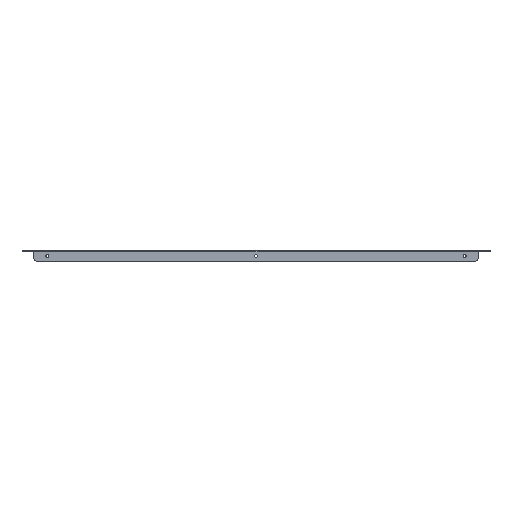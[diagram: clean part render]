
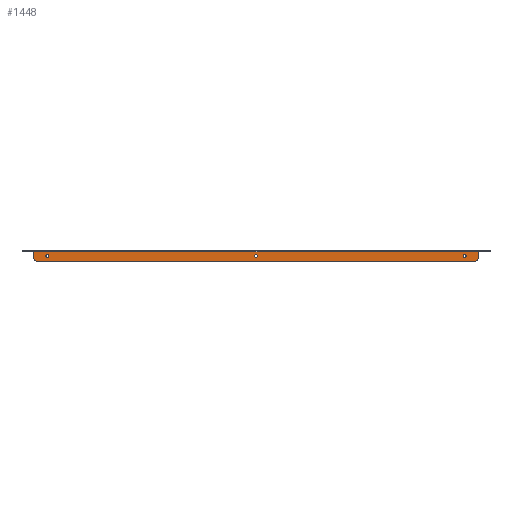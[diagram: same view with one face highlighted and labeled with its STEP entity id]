
A CAD part, front view. The second image highlights one B-rep face of the part: STEP entity #1448.
In plain terms, the highlighted planar face has unit normal (0, -1, 0).
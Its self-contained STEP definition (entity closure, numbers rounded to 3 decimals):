
#8 = AXIS2_PLACEMENT_3D ( 'NONE', #292, #1761, #1048 ) ;
#66 = EDGE_LOOP ( 'NONE', ( #900 ) ) ;
#96 = AXIS2_PLACEMENT_3D ( 'NONE', #1018, #444, #859 ) ;
#197 = CARTESIAN_POINT ( 'NONE',  ( 0., -99.8, 0. ) ) ;
#200 = EDGE_LOOP ( 'NONE', ( #1363 ) ) ;
#225 = ORIENTED_EDGE ( 'NONE', *, *, #1823, .T. ) ;
#261 = CARTESIAN_POINT ( 'NONE',  ( 0., -99.8, -7.5 ) ) ;
#263 = CARTESIAN_POINT ( 'NONE',  ( 321.25, -99.8, -10. ) ) ;
#272 = EDGE_LOOP ( 'NONE', ( #1662 ) ) ;
#292 = CARTESIAN_POINT ( 'NONE',  ( -321.25, -99.8, -10. ) ) ;
#303 = CARTESIAN_POINT ( 'NONE',  ( 306.25, -99.8, -5.4 ) ) ;
#365 = ORIENTED_EDGE ( 'NONE', *, *, #1197, .T. ) ;
#398 = CIRCLE ( 'NONE', #96, 2.1 ) ;
#419 = AXIS2_PLACEMENT_3D ( 'NONE', #945, #1661, #1387 ) ;
#428 = CIRCLE ( 'NONE', #1705, 2.1 ) ;
#444 = DIRECTION ( 'NONE',  ( 0., 1., 0. ) ) ;
#452 = EDGE_CURVE ( 'NONE', #1246, #1246, #521, .T. ) ;
#481 = VERTEX_POINT ( 'NONE', #534 ) ;
#500 = LINE ( 'NONE', #776, #1682 ) ;
#521 = CIRCLE ( 'NONE', #419, 2.1 ) ;
#534 = CARTESIAN_POINT ( 'NONE',  ( -321.25, -99.8, -15. ) ) ;
#543 = FACE_BOUND ( 'NONE', #66, .T. ) ;
#550 = VERTEX_POINT ( 'NONE', #1371 ) ;
#569 = DIRECTION ( 'NONE',  ( 0., -1., 0. ) ) ;
#572 = ORIENTED_EDGE ( 'NONE', *, *, #1459, .F. ) ;
#583 = VERTEX_POINT ( 'NONE', #303 ) ;
#603 = CARTESIAN_POINT ( 'NONE',  ( 326.25, -99.8, 0. ) ) ;
#606 = AXIS2_PLACEMENT_3D ( 'NONE', #197, #646, #1795 ) ;
#626 = DIRECTION ( 'NONE',  ( 0., 0., 1. ) ) ;
#628 = PLANE ( 'NONE',  #606 ) ;
#640 = DIRECTION ( 'NONE',  ( 1., 0., 0. ) ) ;
#646 = DIRECTION ( 'NONE',  ( 0., 1., 0. ) ) ;
#712 = EDGE_CURVE ( 'NONE', #583, #583, #398, .T. ) ;
#754 = VERTEX_POINT ( 'NONE', #1800 ) ;
#776 = CARTESIAN_POINT ( 'NONE',  ( -328.796, -99.8, -0.919 ) ) ;
#791 = LINE ( 'NONE', #902, #1271 ) ;
#805 = AXIS2_PLACEMENT_3D ( 'NONE', #263, #569, #842 ) ;
#834 = FACE_OUTER_BOUND ( 'NONE', #1769, .T. ) ;
#842 = DIRECTION ( 'NONE',  ( 0., 0., 1. ) ) ;
#859 = DIRECTION ( 'NONE',  ( 0., 0., 1. ) ) ;
#880 = VECTOR ( 'NONE', #1409, 1000. ) ;
#882 = CARTESIAN_POINT ( 'NONE',  ( -306.25, -99.8, -5.4 ) ) ;
#900 = ORIENTED_EDGE ( 'NONE', *, *, #712, .T. ) ;
#902 = CARTESIAN_POINT ( 'NONE',  ( -326.25, -99.8, 0. ) ) ;
#945 = CARTESIAN_POINT ( 'NONE',  ( -306.25, -99.8, -7.5 ) ) ;
#950 = LINE ( 'NONE', #1558, #880 ) ;
#1016 = VERTEX_POINT ( 'NONE', #1446 ) ;
#1018 = CARTESIAN_POINT ( 'NONE',  ( 306.25, -99.8, -7.5 ) ) ;
#1048 = DIRECTION ( 'NONE',  ( 0., 0., 1. ) ) ;
#1084 = EDGE_CURVE ( 'NONE', #1016, #1016, #428, .T. ) ;
#1095 = CARTESIAN_POINT ( 'NONE',  ( 326.25, -99.8, -0.919 ) ) ;
#1124 = VERTEX_POINT ( 'NONE', #1468 ) ;
#1135 = EDGE_CURVE ( 'NONE', #1124, #481, #1431, .T. ) ;
#1150 = DIRECTION ( 'NONE',  ( 0., 0., 1. ) ) ;
#1195 = DIRECTION ( 'NONE',  ( 0., 0., -1. ) ) ;
#1197 = EDGE_CURVE ( 'NONE', #550, #1560, #1460, .T. ) ;
#1210 = EDGE_CURVE ( 'NONE', #1342, #1124, #791, .T. ) ;
#1246 = VERTEX_POINT ( 'NONE', #882 ) ;
#1271 = VECTOR ( 'NONE', #1195, 1000. ) ;
#1342 = VERTEX_POINT ( 'NONE', #1611 ) ;
#1363 = ORIENTED_EDGE ( 'NONE', *, *, #1084, .T. ) ;
#1371 = CARTESIAN_POINT ( 'NONE',  ( 326.25, -99.8, -10. ) ) ;
#1387 = DIRECTION ( 'NONE',  ( 0., 0., 1. ) ) ;
#1409 = DIRECTION ( 'NONE',  ( 1., 0., 0. ) ) ;
#1431 = CIRCLE ( 'NONE', #8, 5. ) ;
#1446 = CARTESIAN_POINT ( 'NONE',  ( 0., -99.8, -5.4 ) ) ;
#1448 = ADVANCED_FACE ( 'NONE', ( #1864, #1499, #543, #834 ), #628, .F. ) ;
#1459 = EDGE_CURVE ( 'NONE', #1342, #1560, #500, .T. ) ;
#1460 = LINE ( 'NONE', #603, #1660 ) ;
#1468 = CARTESIAN_POINT ( 'NONE',  ( -326.25, -99.8, -10. ) ) ;
#1499 = FACE_BOUND ( 'NONE', #200, .T. ) ;
#1557 = ORIENTED_EDGE ( 'NONE', *, *, #1210, .T. ) ;
#1558 = CARTESIAN_POINT ( 'NONE',  ( 0., -99.8, -15. ) ) ;
#1560 = VERTEX_POINT ( 'NONE', #1095 ) ;
#1605 = ORIENTED_EDGE ( 'NONE', *, *, #1135, .T. ) ;
#1611 = CARTESIAN_POINT ( 'NONE',  ( -326.25, -99.8, -0.919 ) ) ;
#1660 = VECTOR ( 'NONE', #626, 1000. ) ;
#1661 = DIRECTION ( 'NONE',  ( 0., 1., 0. ) ) ;
#1662 = ORIENTED_EDGE ( 'NONE', *, *, #452, .T. ) ;
#1682 = VECTOR ( 'NONE', #640, 1000. ) ;
#1705 = AXIS2_PLACEMENT_3D ( 'NONE', #261, #1869, #1150 ) ;
#1761 = DIRECTION ( 'NONE',  ( 0., -1., 0. ) ) ;
#1764 = ORIENTED_EDGE ( 'NONE', *, *, #1831, .T. ) ;
#1769 = EDGE_LOOP ( 'NONE', ( #1557, #1605, #1764, #225, #365, #572 ) ) ;
#1795 = DIRECTION ( 'NONE',  ( 0., 0., 1. ) ) ;
#1799 = CIRCLE ( 'NONE', #805, 5. ) ;
#1800 = CARTESIAN_POINT ( 'NONE',  ( 321.25, -99.8, -15. ) ) ;
#1823 = EDGE_CURVE ( 'NONE', #754, #550, #1799, .T. ) ;
#1831 = EDGE_CURVE ( 'NONE', #481, #754, #950, .T. ) ;
#1864 = FACE_BOUND ( 'NONE', #272, .T. ) ;
#1869 = DIRECTION ( 'NONE',  ( 0., 1., 0. ) ) ;
